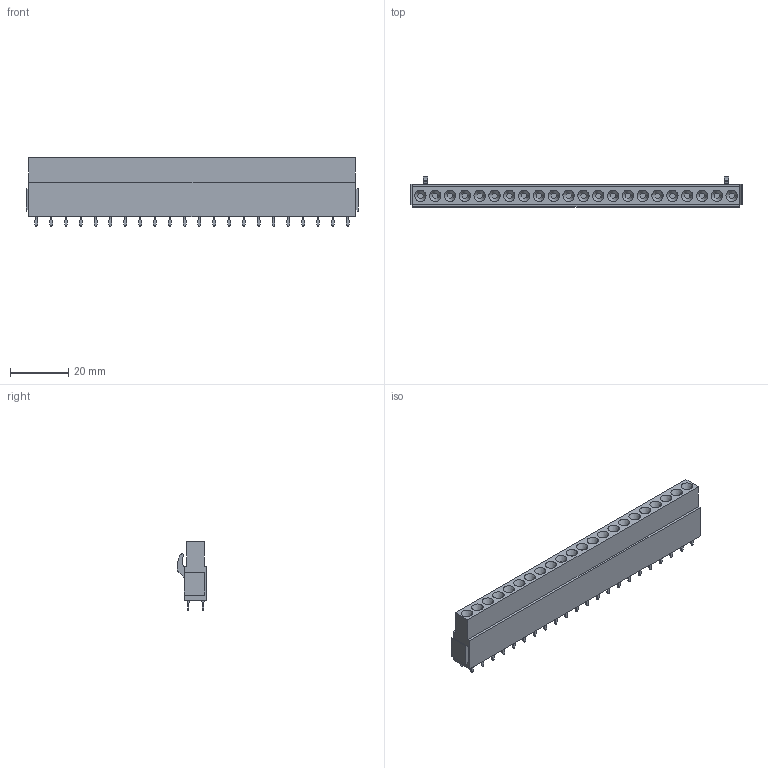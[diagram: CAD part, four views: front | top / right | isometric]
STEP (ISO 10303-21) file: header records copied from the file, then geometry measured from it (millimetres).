
FILE_DESCRIPTION(('CATIA V5 STEP','CAx-IF Rec.Pracs.--- Model Styling and Organization---1.2---2011-12-15'),'2;1');
FILE_NAME ('D1454397_0', '2018-09-01T02:58:35+00:00', ('none'), ('Weidmueller'), 'CATIA Version 5-6 Release 2014', 'CATIA V5 STEP AP214', 'none');
FILE_SCHEMA(('AUTOMOTIVE_DESIGN { 1 0 10303 214 1 1 1 1 }'));
Length unit declared in the file: millimetre
Products named in the file (1): 1682930000
Bounding box: 113.76 x 10.28 x 23.45 mm (x, y, z)
Volume: 15791.7 mm3; surface area: 7476.1 mm2
Topology: 45 solids, 45 shells, 1100 faces, 2602 edges, 1660 vertices
Faces by surface type: plane 910, cylinder 146, cone 44
Entity records: 28774 total; most frequent: ORIENTED_EDGE 5204, CARTESIAN_POINT 4990, DIRECTION 4056, EDGE_CURVE 2602, VECTOR 2222, LINE 2222, VERTEX_POINT 1660, EDGE_LOOP 1168
